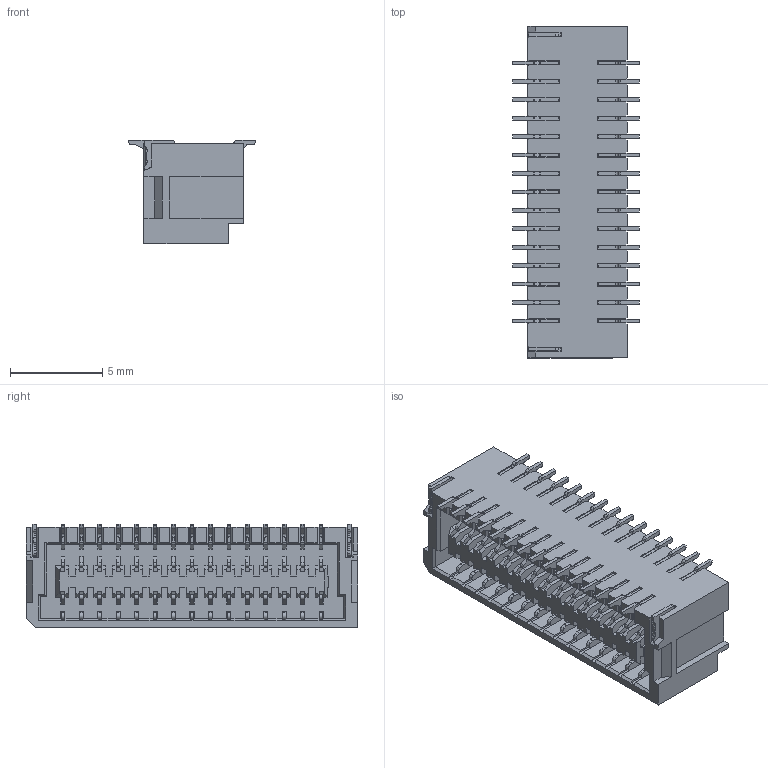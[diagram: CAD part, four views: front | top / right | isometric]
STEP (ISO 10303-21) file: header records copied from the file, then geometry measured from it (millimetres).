
FILE_DESCRIPTION (( 'STEP AP203' ), '1' );
FILE_NAME ('FWF10013-D30B83NAM.STEP', '2025-11-21T03:43:28', ( '' ), ( '' ), 'SwSTEP 2.0', 'SolidWorks 2021', '' );
FILE_SCHEMA (( 'CONFIG_CONTROL_DESIGN' ));
Products named in the file (1): FWF10013-D30B83NAM
Bounding box: 6.86 x 18 x 5.62 mm (x, y, z)
Volume: 350.8 mm3; surface area: 1540.4 mm2
Topology: 1 solids, 16 shells, 3476 faces, 10790 edges, 7086 vertices
Faces by surface type: plane 2557, bspline 919
Entity records: 134706 total; most frequent: CARTESIAN_POINT 45834, ORIENTED_EDGE 21580, DIRECTION 13932, EDGE_CURVE 10790, VECTOR 8816, LINE 8816, VERTEX_POINT 7086, EDGE_LOOP 3588
